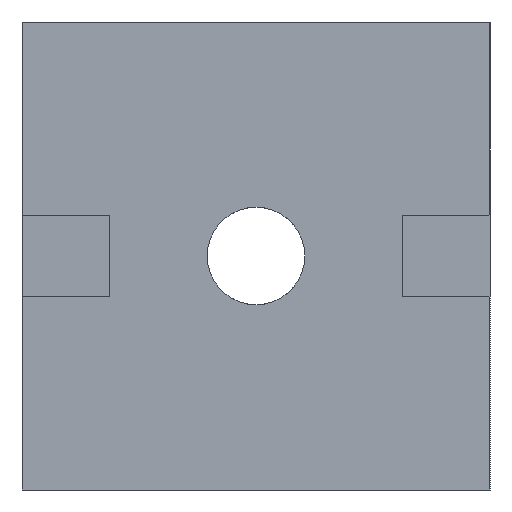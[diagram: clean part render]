
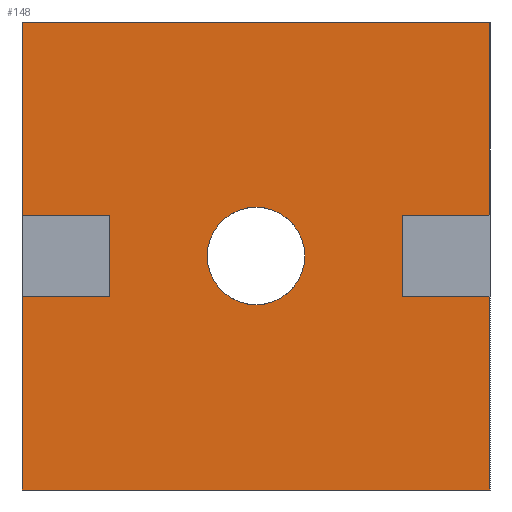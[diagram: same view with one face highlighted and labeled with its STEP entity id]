
A CAD part, front view. The second image highlights one B-rep face of the part: STEP entity #148.
In plain terms, the highlighted planar face has unit normal (0, -1, 0).
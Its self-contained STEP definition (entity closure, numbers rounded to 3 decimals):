
#2 = AXIS2_PLACEMENT_3D ( 'NONE', #241, #76, #448 ) ;
#8 = VERTEX_POINT ( 'NONE', #289 ) ;
#15 = CARTESIAN_POINT ( 'NONE',  ( -15., -7.5, 17.6 ) ) ;
#22 = EDGE_CURVE ( 'NONE', #609, #675, #984, .T. ) ;
#25 = ORIENTED_EDGE ( 'NONE', *, *, #1068, .F. ) ;
#31 = VECTOR ( 'NONE', #693, 1000. ) ;
#76 = DIRECTION ( 'NONE',  ( 0., -1., 0. ) ) ;
#110 = EDGE_CURVE ( 'NONE', #8, #1104, #977, .T. ) ;
#112 = DIRECTION ( 'NONE',  ( 0., 0., -1. ) ) ;
#120 = DIRECTION ( 'NONE',  ( 1., 0., 0. ) ) ;
#136 = DIRECTION ( 'NONE',  ( 0., 0., 1. ) ) ;
#139 = VECTOR ( 'NONE', #332, 1000. ) ;
#148 = ADVANCED_FACE ( 'NONE', ( #401, #656 ), #751, .F. ) ;
#153 = CIRCLE ( 'NONE', #2, 3.125 ) ;
#173 = CARTESIAN_POINT ( 'NONE',  ( 15., -7.5, 0. ) ) ;
#199 = DIRECTION ( 'NONE',  ( -1., 0., 0. ) ) ;
#225 = CARTESIAN_POINT ( 'NONE',  ( 15., -7.5, 12.4 ) ) ;
#236 = ORIENTED_EDGE ( 'NONE', *, *, #526, .F. ) ;
#238 = LINE ( 'NONE', #848, #139 ) ;
#241 = CARTESIAN_POINT ( 'NONE',  ( 0., -7.5, 15. ) ) ;
#242 = LINE ( 'NONE', #326, #629 ) ;
#254 = VERTEX_POINT ( 'NONE', #892 ) ;
#269 = CARTESIAN_POINT ( 'NONE',  ( -9.4, -7.5, 17.6 ) ) ;
#276 = DIRECTION ( 'NONE',  ( 0., 0., 1. ) ) ;
#281 = CARTESIAN_POINT ( 'NONE',  ( 9.4, -7.5, 17.6 ) ) ;
#288 = CARTESIAN_POINT ( 'NONE',  ( -9.4, -7.5, 12.4 ) ) ;
#289 = CARTESIAN_POINT ( 'NONE',  ( -9.4, -7.5, 17.6 ) ) ;
#315 = EDGE_CURVE ( 'NONE', #254, #1070, #644, .T. ) ;
#316 = ORIENTED_EDGE ( 'NONE', *, *, #22, .F. ) ;
#326 = CARTESIAN_POINT ( 'NONE',  ( -15., -7.5, 0. ) ) ;
#330 = VERTEX_POINT ( 'NONE', #288 ) ;
#332 = DIRECTION ( 'NONE',  ( -1., 0., 0. ) ) ;
#333 = ORIENTED_EDGE ( 'NONE', *, *, #110, .F. ) ;
#335 = VECTOR ( 'NONE', #414, 1000. ) ;
#347 = EDGE_LOOP ( 'NONE', ( #431, #415, #1038, #930, #236, #721, #1111, #891, #316, #682, #333, #809 ) ) ;
#350 = CIRCLE ( 'NONE', #936, 3.125 ) ;
#354 = ORIENTED_EDGE ( 'NONE', *, *, #752, .F. ) ;
#355 = LINE ( 'NONE', #269, #502 ) ;
#363 = CARTESIAN_POINT ( 'NONE',  ( -15., -7.5, 30. ) ) ;
#369 = CARTESIAN_POINT ( 'NONE',  ( 15., -7.5, 30. ) ) ;
#401 = FACE_BOUND ( 'NONE', #613, .T. ) ;
#403 = AXIS2_PLACEMENT_3D ( 'NONE', #999, #572, #136 ) ;
#406 = DIRECTION ( 'NONE',  ( 1., 0., 0. ) ) ;
#411 = CARTESIAN_POINT ( 'NONE',  ( -15., -7.5, 30. ) ) ;
#414 = DIRECTION ( 'NONE',  ( 1., 0., 0. ) ) ;
#415 = ORIENTED_EDGE ( 'NONE', *, *, #671, .T. ) ;
#421 = VERTEX_POINT ( 'NONE', #909 ) ;
#431 = ORIENTED_EDGE ( 'NONE', *, *, #511, .F. ) ;
#435 = VERTEX_POINT ( 'NONE', #225 ) ;
#446 = DIRECTION ( 'NONE',  ( 0., 0., -1. ) ) ;
#448 = DIRECTION ( 'NONE',  ( 0., 0., -1. ) ) ;
#463 = EDGE_CURVE ( 'NONE', #435, #734, #1119, .T. ) ;
#468 = EDGE_CURVE ( 'NONE', #836, #254, #238, .T. ) ;
#480 = VECTOR ( 'NONE', #586, 1000. ) ;
#483 = VECTOR ( 'NONE', #720, 1000. ) ;
#502 = VECTOR ( 'NONE', #276, 1000. ) ;
#511 = EDGE_CURVE ( 'NONE', #421, #330, #1019, .T. ) ;
#512 = LINE ( 'NONE', #594, #335 ) ;
#525 = CARTESIAN_POINT ( 'NONE',  ( -15., -7.5, 17.6 ) ) ;
#526 = EDGE_CURVE ( 'NONE', #1070, #435, #512, .T. ) ;
#528 = LINE ( 'NONE', #363, #480 ) ;
#572 = DIRECTION ( 'NONE',  ( 0., 1., 0. ) ) ;
#586 = DIRECTION ( 'NONE',  ( 0., 0., -1. ) ) ;
#588 = CARTESIAN_POINT ( 'NONE',  ( 0., -7.5, 18.125 ) ) ;
#594 = CARTESIAN_POINT ( 'NONE',  ( 15., -7.5, 12.4 ) ) ;
#604 = VECTOR ( 'NONE', #406, 1000. ) ;
#609 = VERTEX_POINT ( 'NONE', #411 ) ;
#613 = EDGE_LOOP ( 'NONE', ( #25, #354 ) ) ;
#629 = VECTOR ( 'NONE', #932, 1000. ) ;
#644 = LINE ( 'NONE', #281, #1101 ) ;
#656 = FACE_OUTER_BOUND ( 'NONE', #347, .T. ) ;
#668 = VERTEX_POINT ( 'NONE', #588 ) ;
#669 = EDGE_CURVE ( 'NONE', #696, #734, #242, .T. ) ;
#671 = EDGE_CURVE ( 'NONE', #421, #696, #1113, .T. ) ;
#675 = VERTEX_POINT ( 'NONE', #878 ) ;
#682 = ORIENTED_EDGE ( 'NONE', *, *, #1107, .T. ) ;
#689 = CARTESIAN_POINT ( 'NONE',  ( -15., -7.5, 12.4 ) ) ;
#693 = DIRECTION ( 'NONE',  ( 0., 0., -1. ) ) ;
#695 = CARTESIAN_POINT ( 'NONE',  ( 0., -7.5, 15. ) ) ;
#696 = VERTEX_POINT ( 'NONE', #1040 ) ;
#720 = DIRECTION ( 'NONE',  ( 0., 0., -1. ) ) ;
#721 = ORIENTED_EDGE ( 'NONE', *, *, #315, .F. ) ;
#726 = LINE ( 'NONE', #369, #483 ) ;
#732 = EDGE_CURVE ( 'NONE', #330, #8, #355, .T. ) ;
#734 = VERTEX_POINT ( 'NONE', #173 ) ;
#751 = PLANE ( 'NONE',  #403 ) ;
#752 = EDGE_CURVE ( 'NONE', #668, #1016, #350, .T. ) ;
#753 = VECTOR ( 'NONE', #120, 1000. ) ;
#780 = CARTESIAN_POINT ( 'NONE',  ( -15., -7.5, 30. ) ) ;
#809 = ORIENTED_EDGE ( 'NONE', *, *, #732, .F. ) ;
#832 = EDGE_CURVE ( 'NONE', #675, #836, #726, .T. ) ;
#836 = VERTEX_POINT ( 'NONE', #967 ) ;
#848 = CARTESIAN_POINT ( 'NONE',  ( 15., -7.5, 17.6 ) ) ;
#878 = CARTESIAN_POINT ( 'NONE',  ( 15., -7.5, 30. ) ) ;
#891 = ORIENTED_EDGE ( 'NONE', *, *, #832, .F. ) ;
#892 = CARTESIAN_POINT ( 'NONE',  ( 9.4, -7.5, 17.6 ) ) ;
#900 = CARTESIAN_POINT ( 'NONE',  ( -15., -7.5, 30. ) ) ;
#909 = CARTESIAN_POINT ( 'NONE',  ( -15., -7.5, 12.4 ) ) ;
#930 = ORIENTED_EDGE ( 'NONE', *, *, #463, .F. ) ;
#932 = DIRECTION ( 'NONE',  ( 1., 0., 0. ) ) ;
#935 = CARTESIAN_POINT ( 'NONE',  ( 0., -7.5, 11.875 ) ) ;
#936 = AXIS2_PLACEMENT_3D ( 'NONE', #695, #1072, #446 ) ;
#937 = DIRECTION ( 'NONE',  ( 0., 0., -1. ) ) ;
#967 = CARTESIAN_POINT ( 'NONE',  ( 15., -7.5, 17.6 ) ) ;
#977 = LINE ( 'NONE', #525, #988 ) ;
#984 = LINE ( 'NONE', #900, #753 ) ;
#988 = VECTOR ( 'NONE', #199, 1000. ) ;
#999 = CARTESIAN_POINT ( 'NONE',  ( -15., -7.5, 30. ) ) ;
#1016 = VERTEX_POINT ( 'NONE', #935 ) ;
#1017 = CARTESIAN_POINT ( 'NONE',  ( 9.4, -7.5, 12.4 ) ) ;
#1019 = LINE ( 'NONE', #689, #604 ) ;
#1031 = CARTESIAN_POINT ( 'NONE',  ( 15., -7.5, 30. ) ) ;
#1038 = ORIENTED_EDGE ( 'NONE', *, *, #669, .T. ) ;
#1040 = CARTESIAN_POINT ( 'NONE',  ( -15., -7.5, 0. ) ) ;
#1068 = EDGE_CURVE ( 'NONE', #1016, #668, #153, .T. ) ;
#1070 = VERTEX_POINT ( 'NONE', #1017 ) ;
#1072 = DIRECTION ( 'NONE',  ( 0., -1., 0. ) ) ;
#1086 = VECTOR ( 'NONE', #937, 1000. ) ;
#1101 = VECTOR ( 'NONE', #112, 1000. ) ;
#1104 = VERTEX_POINT ( 'NONE', #15 ) ;
#1107 = EDGE_CURVE ( 'NONE', #609, #1104, #528, .T. ) ;
#1111 = ORIENTED_EDGE ( 'NONE', *, *, #468, .F. ) ;
#1113 = LINE ( 'NONE', #780, #31 ) ;
#1119 = LINE ( 'NONE', #1031, #1086 ) ;
